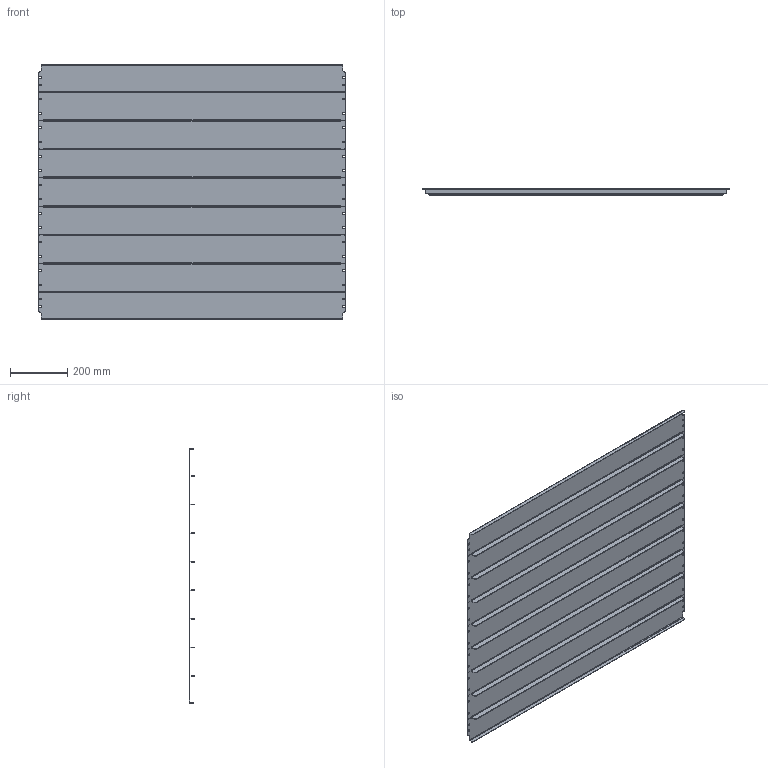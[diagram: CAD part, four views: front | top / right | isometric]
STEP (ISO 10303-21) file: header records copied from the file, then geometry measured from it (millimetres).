
FILE_DESCRIPTION (( 'STEP AP214' ), '1' );
FILE_NAME ('632.101.STEP', '2025-01-23T11:22:31', ( '' ), ( '' ), 'SwSTEP 2.0', 'SolidWorks 2021', '' );
FILE_SCHEMA (( 'AUTOMOTIVE_DESIGN' ));
Length unit declared in the file: millimetre
Products named in the file (3): 632.101; 632.095
Assembly tree (9 placements, depth 2):
  632.101
    632.095  x2
    632.101  x7
Bounding box: 1076.5 x 20 x 890 mm (x, y, z)
Volume: 1908027.7 mm3; surface area: 2578001.1 mm2
Topology: 9 solids, 9 shells, 486 faces, 1292 edges, 824 vertices
Faces by surface type: plane 302, cylinder 184
Entity records: 3530 total; most frequent: DIRECTION 616, CARTESIAN_POINT 588, ORIENTED_EDGE 572, EDGE_CURVE 286, AXIS2_PLACEMENT_3D 210, VECTOR 196, LINE 196, VERTEX_POINT 182
